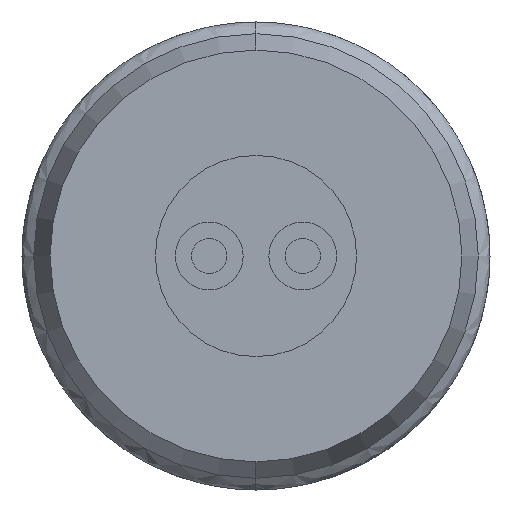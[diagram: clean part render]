
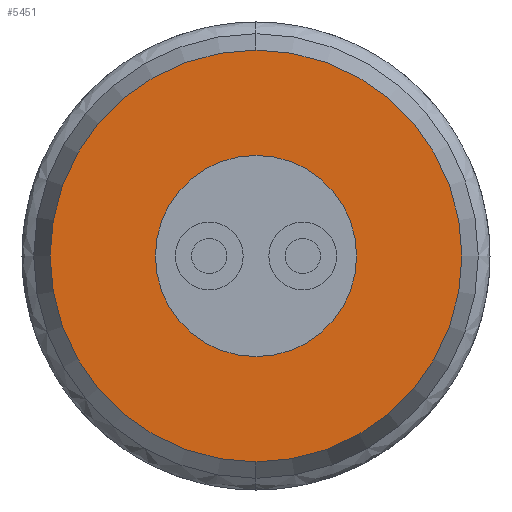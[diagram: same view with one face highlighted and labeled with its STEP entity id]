
A CAD part, left-side view. The second image highlights one B-rep face of the part: STEP entity #5451.
In plain terms, the highlighted face is planar.
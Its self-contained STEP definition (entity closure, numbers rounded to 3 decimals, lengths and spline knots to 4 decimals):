
#3573=CARTESIAN_POINT('',(0.,0.,-27.2));
#3574=DIRECTION('',(0.,0.,-1.));
#3575=DIRECTION('',(0.,1.,0.));
#3576=AXIS2_PLACEMENT_3D('',#3573,#3574,#3575);
#3578=CARTESIAN_POINT('',(0.,0.,-27.2));
#3579=DIRECTION('',(0.,0.,-1.));
#3580=DIRECTION('',(0.,-1.,0.));
#3581=AXIS2_PLACEMENT_3D('',#3578,#3579,#3580);
#5432=CARTESIAN_POINT('',(0.,4.4,-27.2));
#5433=CARTESIAN_POINT('',(0.,-4.4,-27.2));
#5434=VERTEX_POINT('',#5432);
#5435=VERTEX_POINT('',#5433);
#5440=CARTESIAN_POINT('',(0.,0.,-27.2));
#5441=DIRECTION('',(0.,0.,-1.));
#5442=DIRECTION('',(0.,-1.,0.));
#5443=AXIS2_PLACEMENT_3D('',#5440,#5441,#5442);
#5444=PLANE('',#5443);
#5446=ORIENTED_EDGE('',*,*,#5445,.F.);
#5448=ORIENTED_EDGE('',*,*,#5447,.F.);
#5449=EDGE_LOOP('',(#5446,#5448));
#5450=FACE_OUTER_BOUND('',#5449,.F.);
#5451=ADVANCED_FACE('',(#5450),#5444,.T.);
#3577=CIRCLE('',#3576,4.4);
#3582=CIRCLE('',#3581,4.4);
#5445=EDGE_CURVE('',#5434,#5435,#3577,.T.);
#5447=EDGE_CURVE('',#5435,#5434,#3582,.T.);
